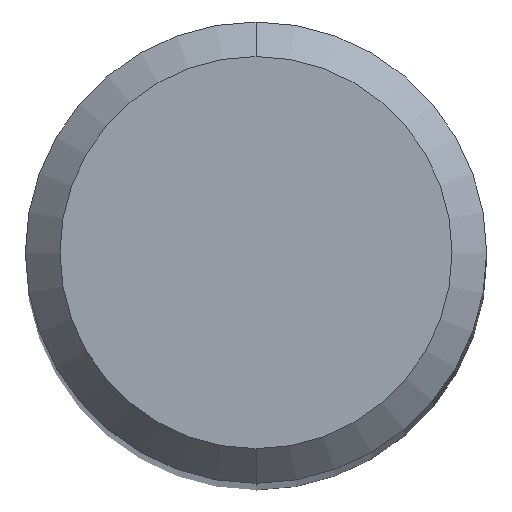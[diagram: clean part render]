
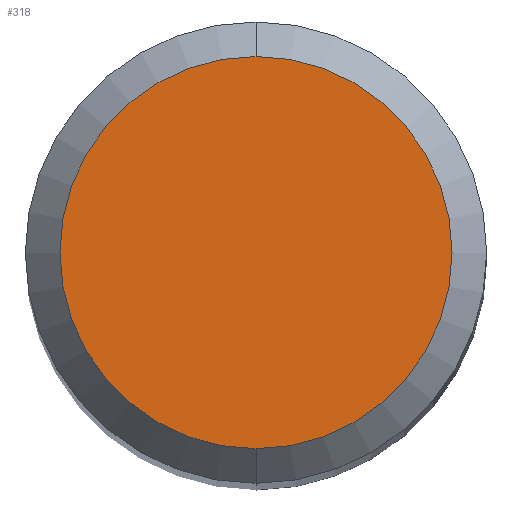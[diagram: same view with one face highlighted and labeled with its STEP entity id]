
A CAD part, top view. The second image highlights one B-rep face of the part: STEP entity #318.
In plain terms, the highlighted planar face has unit normal (0, 0, 1).
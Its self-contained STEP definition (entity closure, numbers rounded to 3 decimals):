
#294=VERTEX_POINT('',#636);
#318=ADVANCED_FACE('',(#663),#664,.T.);
#352=EDGE_CURVE('',#294,#502,#700,.T.);
#474=EDGE_CURVE('',#502,#294,#841,.T.);
#502=VERTEX_POINT('',#871);
#636=CARTESIAN_POINT('',(0.0,1.7,0.0));
#663=FACE_OUTER_BOUND('',#1108,.T.);
#664=PLANE('',#1109);
#700=CIRCLE('',#1166,1.7);
#841=CIRCLE('',#1490,1.7);
#871=CARTESIAN_POINT('',(0.,-1.7,0.0));
#1108=EDGE_LOOP('',(#1687,#1688));
#1109=AXIS2_PLACEMENT_3D('',#1689,#1690,#1691);
#1166=AXIS2_PLACEMENT_3D('',#1725,#1726,#1727);
#1490=AXIS2_PLACEMENT_3D('',#1921,#1922,#1923);
#1687=ORIENTED_EDGE('',*,*,#352,.F.);
#1688=ORIENTED_EDGE('',*,*,#474,.F.);
#1689=CARTESIAN_POINT('',(0.0,0.85,0.0));
#1690=DIRECTION('',(-0.0,0.0,1.0));
#1691=DIRECTION('',(0.0,-1.0,0.0));
#1725=CARTESIAN_POINT('',(0.0,0.0,0.0));
#1726=DIRECTION('',(0.0,0.0,-1.0));
#1727=DIRECTION('',(0.0,1.0,0.0));
#1921=CARTESIAN_POINT('',(0.0,0.0,0.0));
#1922=DIRECTION('',(0.0,0.0,-1.0));
#1923=DIRECTION('',(0.0,1.0,0.0));
